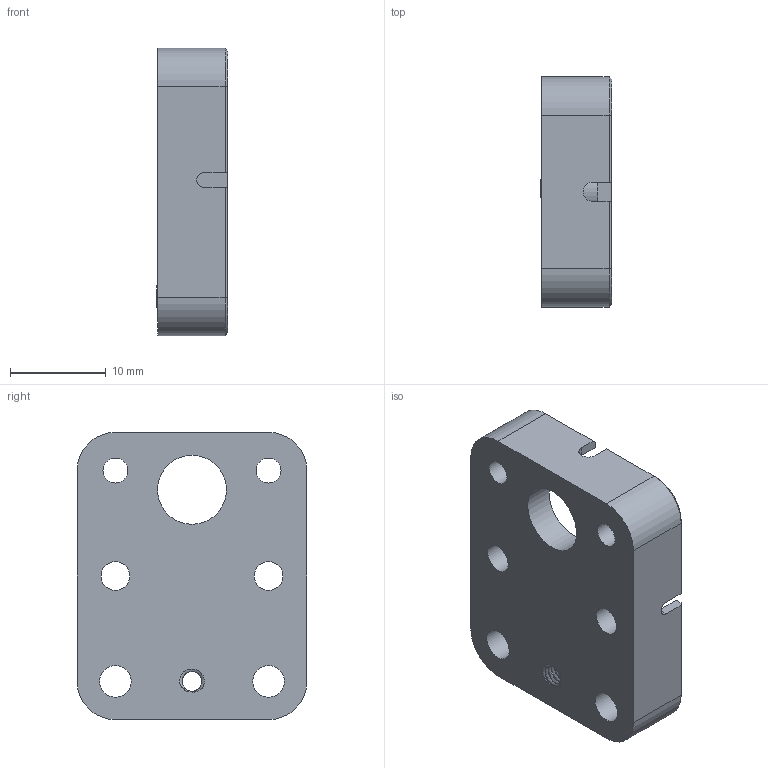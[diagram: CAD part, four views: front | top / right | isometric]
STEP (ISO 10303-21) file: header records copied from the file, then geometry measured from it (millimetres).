
FILE_DESCRIPTION(/* description */ (''),/* implementation_level */ '2;1');
FILE_NAME(/* name */ 'Ed''s parts/DUET 3D/9/MFM_enc_lid v9.step',/* time_stamp */ '2019-07-12T11:57:43+01:00',/* author */ (''),/* organization */ (''),/* preprocessor_version */ 'ST-DEVELOPER v18',/* originating_system */ 'Autodesk Translation Framework v8.2.0.1029',/* authorisation */ '');
FILE_SCHEMA (('AUTOMOTIVE_DESIGN { 1 0 10303 214 3 1 1 }'));
Length unit declared in the file: millimetre
Products named in the file (1): MFM_enc_lid
Bounding box: 7.5 x 24 x 30 mm (x, y, z)
Volume: 2521 mm3; surface area: 2735.3 mm2
Topology: 1 solids, 1 shells, 100 faces, 278 edges, 180 vertices
Faces by surface type: cylinder 61, plane 31, bspline 4, cone 4
Full cylindrical faces by diameter (mm): 2.075 x16, 2.58 x15, 2.6 x2, 3 x2, 3.3 x2, 7.2 x1
Entity records: 4985 total; most frequent: CARTESIAN_POINT 2438, ORIENTED_EDGE 556, DIRECTION 470, EDGE_CURVE 278, VERTEX_POINT 180, AXIS2_PLACEMENT_3D 161, LINE 148, VECTOR 148
